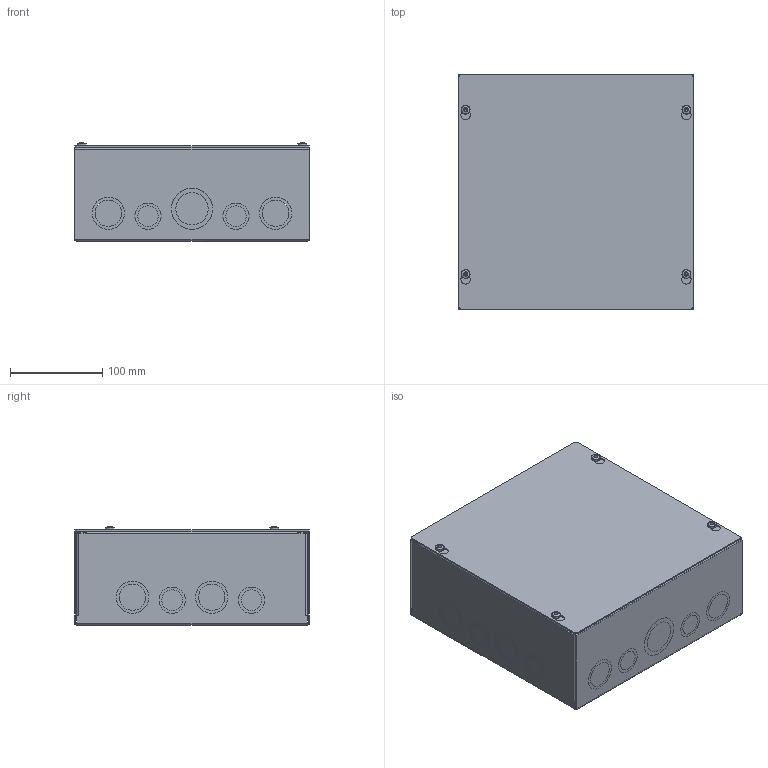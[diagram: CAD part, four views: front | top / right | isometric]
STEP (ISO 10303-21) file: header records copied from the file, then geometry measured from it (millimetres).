
FILE_DESCRIPTION(/* description */ ('1100DF 10" x 10" x 4" Assembly'),/* implementation_level */ '2;1');
FILE_NAME(/* name */ '1100DF101004.stp',/* time_stamp */ '2025-05-29T17:15:39-04:00',/* author */ ('BoxCad'),/* organization */ (''),/* preprocessor_version */ 'ST-DEVELOPER v20',/* originating_system */ 'Autodesk Inventor 2024',/* authorisation */ '');
FILE_SCHEMA (('AUTOMOTIVE_DESIGN { 1 0 10303 214 3 1 1 }'));
Products named in the file (9): 1100DF101004; 1100DF101004B; 1100DF101004B-P; 1100DF101004C; 1100DF101004C-P; STK-P-02400S; STK-S-00800; STK-S-00950; STK-Q-05020
Assembly tree (12 placements, depth 3):
  1100DF101004
    1100DF101004B
      1100DF101004B-P
      STK-P-02400S
    1100DF101004C
      1100DF101004C-P
      STK-P-02400S
      STK-S-00800
      STK-S-00950
    STK-Q-05020  x4
Bounding box: 254 x 254 x 106.24 mm (x, y, z)
Volume: 338780.3 mm3; surface area: 505766.4 mm2
Topology: 8 solids, 8 shells, 3553 faces, 9600 edges, 6292 vertices
Faces by surface type: plane 2162, bspline 648, cylinder 499, torus 136, sphere 84, cone 24
Full cylindrical faces by diameter (mm): 0.75 x2, 0.85 x2, 1.1 x1, 1.3 x1, 4.191 x8, 4.496 x2, 6.35 x1, 7.366 x4, 7.925 x1, 9.5 x4, 27 x1, 29 x1, 31.75 x1
Entity records: 99004 total; most frequent: CARTESIAN_POINT 30230, ORIENTED_EDGE 15028, DIRECTION 11153, EDGE_CURVE 7514, LINE 5505, VECTOR 5505, VERTEX_POINT 4957, EDGE_LOOP 3205
